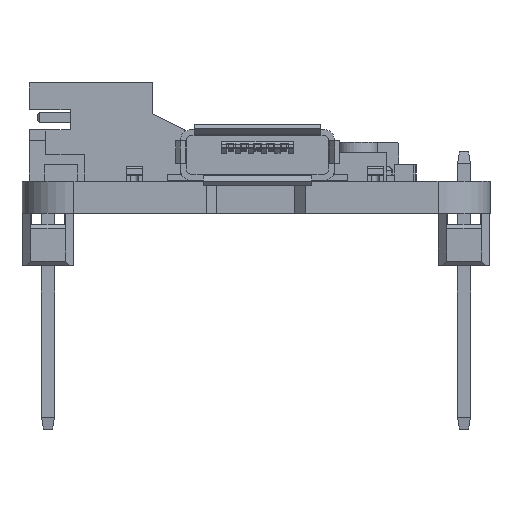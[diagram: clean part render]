
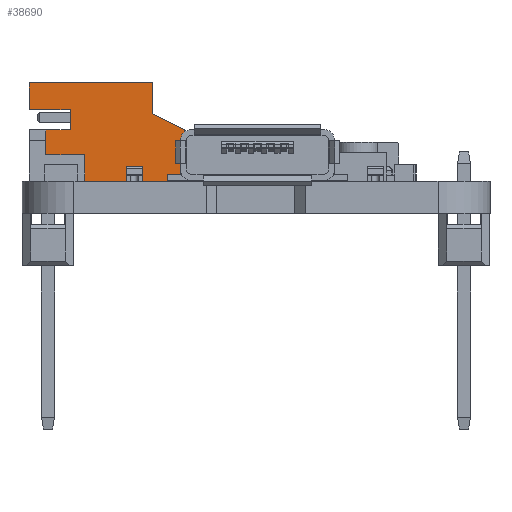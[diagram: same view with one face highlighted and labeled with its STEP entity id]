
A CAD part, left-side view. The second image highlights one B-rep face of the part: STEP entity #38690.
In plain terms, the highlighted planar face has unit normal (-1, 0, 0).
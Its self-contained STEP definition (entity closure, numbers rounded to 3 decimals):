
#1504=PLANE('',#41423);
#3328=FACE_OUTER_BOUND('',#5522,.T.);
#5522=EDGE_LOOP('',(#31467,#31468,#31469,#31470,#31471,#31472,#31473,#31474,
#31475,#31476,#31477,#31478));
#8884=LINE('',#59339,#13447);
#8905=LINE('',#59382,#13468);
#8986=LINE('',#59539,#13549);
#8988=LINE('',#59543,#13551);
#8990=LINE('',#59547,#13553);
#8991=LINE('',#59550,#13554);
#8994=LINE('',#59555,#13557);
#8995=LINE('',#59557,#13558);
#8997=LINE('',#59562,#13560);
#8999=LINE('',#59565,#13562);
#9028=LINE('',#59621,#13591);
#9030=LINE('',#59624,#13593);
#13447=VECTOR('',#48333,1.5);
#13468=VECTOR('',#48360,1.2);
#13549=VECTOR('',#48501,1.2);
#13551=VECTOR('',#48505,1.9);
#13553=VECTOR('',#48509,1.3);
#13554=VECTOR('',#48512,4.9);
#13557=VECTOR('',#48517,2.5);
#13558=VECTOR('',#48520,1.789);
#13560=VECTOR('',#48524,2.);
#13562=VECTOR('',#48528,1.);
#13591=VECTOR('',#48579,1.3);
#13593=VECTOR('',#48583,6.);
#18301=VERTEX_POINT('',#59336);
#18302=VERTEX_POINT('',#59338);
#18320=VERTEX_POINT('',#59380);
#18321=VERTEX_POINT('',#59381);
#18367=VERTEX_POINT('',#59537);
#18368=VERTEX_POINT('',#59541);
#18369=VERTEX_POINT('',#59545);
#18370=VERTEX_POINT('',#59549);
#18371=VERTEX_POINT('',#59553);
#18372=VERTEX_POINT('',#59559);
#18373=VERTEX_POINT('',#59561);
#18389=VERTEX_POINT('',#59620);
#22855=EDGE_CURVE('',#18301,#18302,#8884,.F.);
#22876=EDGE_CURVE('',#18320,#18321,#8905,.F.);
#22957=EDGE_CURVE('',#18321,#18367,#8986,.F.);
#22959=EDGE_CURVE('',#18367,#18368,#8988,.T.);
#22961=EDGE_CURVE('',#18368,#18369,#8990,.F.);
#22962=EDGE_CURVE('',#18369,#18370,#8991,.T.);
#22965=EDGE_CURVE('',#18370,#18371,#8994,.T.);
#22966=EDGE_CURVE('',#18371,#18302,#8995,.T.);
#22968=EDGE_CURVE('',#18373,#18372,#8997,.T.);
#22970=EDGE_CURVE('',#18372,#18320,#8999,.F.);
#22999=EDGE_CURVE('',#18389,#18373,#9028,.F.);
#23001=EDGE_CURVE('',#18389,#18301,#9030,.F.);
#31467=ORIENTED_EDGE('',*,*,#22968,.T.);
#31468=ORIENTED_EDGE('',*,*,#22970,.T.);
#31469=ORIENTED_EDGE('',*,*,#22876,.T.);
#31470=ORIENTED_EDGE('',*,*,#22957,.T.);
#31471=ORIENTED_EDGE('',*,*,#22959,.T.);
#31472=ORIENTED_EDGE('',*,*,#22961,.T.);
#31473=ORIENTED_EDGE('',*,*,#22962,.T.);
#31474=ORIENTED_EDGE('',*,*,#22965,.T.);
#31475=ORIENTED_EDGE('',*,*,#22966,.T.);
#31476=ORIENTED_EDGE('',*,*,#22855,.F.);
#31477=ORIENTED_EDGE('',*,*,#23001,.F.);
#31478=ORIENTED_EDGE('',*,*,#22999,.T.);
#38690=ADVANCED_FACE('',(#3328),#1504,.T.);
#41423=AXIS2_PLACEMENT_3D('',#59623,#48581,#48582);
#48333=DIRECTION('',(0.,0.,1.));
#48360=DIRECTION('',(0.,-1.,0.));
#48501=DIRECTION('',(0.,0.,1.));
#48505=DIRECTION('',(0.,-1.,0.));
#48509=DIRECTION('',(0.,0.,1.));
#48512=DIRECTION('',(0.,-1.,0.));
#48517=DIRECTION('',(0.,0.,1.));
#48520=DIRECTION('',(0.,0.894,0.447));
#48524=DIRECTION('',(0.,-1.,0.));
#48528=DIRECTION('',(0.,0.,1.));
#48579=DIRECTION('',(0.,0.,1.));
#48581=DIRECTION('center_axis',(-1.,0.,0.));
#48582=DIRECTION('ref_axis',(0.,-1.,0.));
#48583=DIRECTION('',(0.,1.,0.));
#59336=CARTESIAN_POINT('',(-3.95,-2.8,4.8));
#59338=CARTESIAN_POINT('',(-3.95,-2.8,3.3));
#59339=CARTESIAN_POINT('',(-3.95,-2.8,3.3));
#59380=CARTESIAN_POINT('',(-3.95,1.2,2.5));
#59381=CARTESIAN_POINT('',(-3.95,2.4,2.5));
#59382=CARTESIAN_POINT('',(-3.95,2.4,2.5));
#59537=CARTESIAN_POINT('',(-3.95,2.4,1.3));
#59539=CARTESIAN_POINT('',(-3.95,2.4,1.3));
#59541=CARTESIAN_POINT('',(-3.95,0.5,1.3));
#59543=CARTESIAN_POINT('',(-3.95,2.4,1.3));
#59545=CARTESIAN_POINT('',(-3.95,0.5,0.));
#59547=CARTESIAN_POINT('',(-3.95,0.5,0.));
#59549=CARTESIAN_POINT('',(-3.95,-4.4,0.));
#59550=CARTESIAN_POINT('',(-3.95,0.5,0.));
#59553=CARTESIAN_POINT('',(-3.95,-4.4,2.5));
#59555=CARTESIAN_POINT('',(-3.95,-4.4,0.));
#59557=CARTESIAN_POINT('',(-3.95,-4.4,2.5));
#59559=CARTESIAN_POINT('',(-3.95,1.2,3.5));
#59561=CARTESIAN_POINT('',(-3.95,3.2,3.5));
#59562=CARTESIAN_POINT('',(-3.95,3.2,3.5));
#59565=CARTESIAN_POINT('',(-3.95,1.2,2.5));
#59620=CARTESIAN_POINT('',(-3.95,3.2,4.8));
#59621=CARTESIAN_POINT('',(-3.95,3.2,3.5));
#59623=CARTESIAN_POINT('Origin',(-3.95,0.2,2.4));
#59624=CARTESIAN_POINT('',(-3.95,-2.8,4.8));
